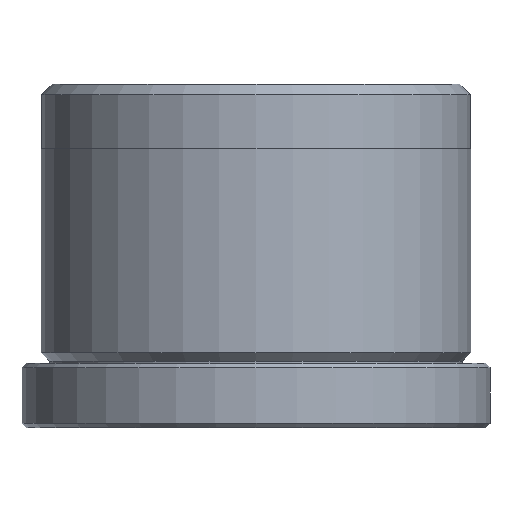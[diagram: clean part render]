
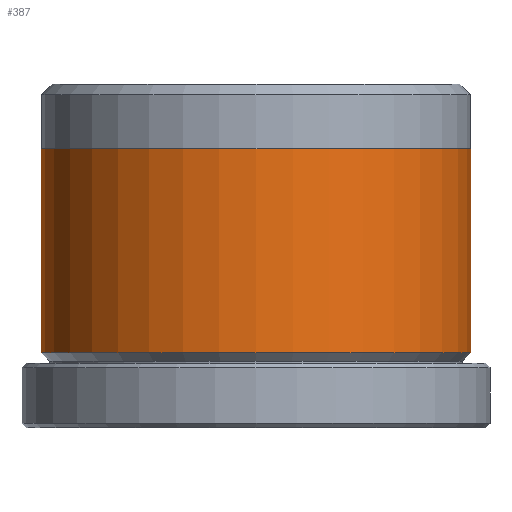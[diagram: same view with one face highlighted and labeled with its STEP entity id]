
A CAD part, front view. The second image highlights one B-rep face of the part: STEP entity #387.
In plain terms, the highlighted cylindrical face has radius 10 mm (diameter 20 mm), a partial arc.
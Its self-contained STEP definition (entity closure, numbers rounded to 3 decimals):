
#103 = VERTEX_POINT ( 'NONE', #694 ) ;
#119 = DIRECTION ( 'NONE',  ( -1., 0., 0. ) ) ;
#204 = FACE_OUTER_BOUND ( 'NONE', #1542, .T. ) ;
#232 = CIRCLE ( 'NONE', #1342, 10. ) ;
#375 = EDGE_CURVE ( 'NONE', #695, #1649, #1122, .T. ) ;
#387 = ADVANCED_FACE ( 'NONE', ( #204 ), #1466, .T. ) ;
#394 = ORIENTED_EDGE ( 'NONE', *, *, #375, .F. ) ;
#402 = DIRECTION ( 'NONE',  ( 0., 0., 1. ) ) ;
#445 = ORIENTED_EDGE ( 'NONE', *, *, #622, .F. ) ;
#451 = CARTESIAN_POINT ( 'NONE',  ( 0., 0., 16. ) ) ;
#494 = LINE ( 'NONE', #1701, #1757 ) ;
#517 = CARTESIAN_POINT ( 'NONE',  ( 0., 0., 3.5 ) ) ;
#622 = EDGE_CURVE ( 'NONE', #1649, #103, #232, .T. ) ;
#684 = DIRECTION ( 'NONE',  ( -1., 0., 0. ) ) ;
#694 = CARTESIAN_POINT ( 'NONE',  ( -10., 0., 3.5 ) ) ;
#695 = VERTEX_POINT ( 'NONE', #859 ) ;
#725 = DIRECTION ( 'NONE',  ( 0., 0., -1. ) ) ;
#759 = AXIS2_PLACEMENT_3D ( 'NONE', #1382, #402, #1546 ) ;
#766 = EDGE_CURVE ( 'NONE', #780, #695, #1281, .T. ) ;
#780 = VERTEX_POINT ( 'NONE', #2037 ) ;
#795 = VECTOR ( 'NONE', #2085, 1000. ) ;
#823 = ORIENTED_EDGE ( 'NONE', *, *, #766, .F. ) ;
#859 = CARTESIAN_POINT ( 'NONE',  ( 10., 0., 13. ) ) ;
#938 = CARTESIAN_POINT ( 'NONE',  ( 10., 0., 16. ) ) ;
#1122 = LINE ( 'NONE', #938, #795 ) ;
#1171 = CARTESIAN_POINT ( 'NONE',  ( 10., 0., 3.5 ) ) ;
#1281 = CIRCLE ( 'NONE', #759, 10. ) ;
#1342 = AXIS2_PLACEMENT_3D ( 'NONE', #517, #1663, #684 ) ;
#1382 = CARTESIAN_POINT ( 'NONE',  ( 0., 0., 13. ) ) ;
#1387 = AXIS2_PLACEMENT_3D ( 'NONE', #451, #1600, #119 ) ;
#1466 = CYLINDRICAL_SURFACE ( 'NONE', #1387, 10. ) ;
#1542 = EDGE_LOOP ( 'NONE', ( #394, #823, #2137, #445 ) ) ;
#1546 = DIRECTION ( 'NONE',  ( 1., 0., 0. ) ) ;
#1600 = DIRECTION ( 'NONE',  ( 0., 0., -1. ) ) ;
#1649 = VERTEX_POINT ( 'NONE', #1171 ) ;
#1663 = DIRECTION ( 'NONE',  ( 0., 0., -1. ) ) ;
#1701 = CARTESIAN_POINT ( 'NONE',  ( -10., 0., 16. ) ) ;
#1757 = VECTOR ( 'NONE', #725, 1000. ) ;
#1787 = EDGE_CURVE ( 'NONE', #780, #103, #494, .T. ) ;
#2037 = CARTESIAN_POINT ( 'NONE',  ( -10., 0., 13. ) ) ;
#2085 = DIRECTION ( 'NONE',  ( 0., 0., -1. ) ) ;
#2137 = ORIENTED_EDGE ( 'NONE', *, *, #1787, .T. ) ;
